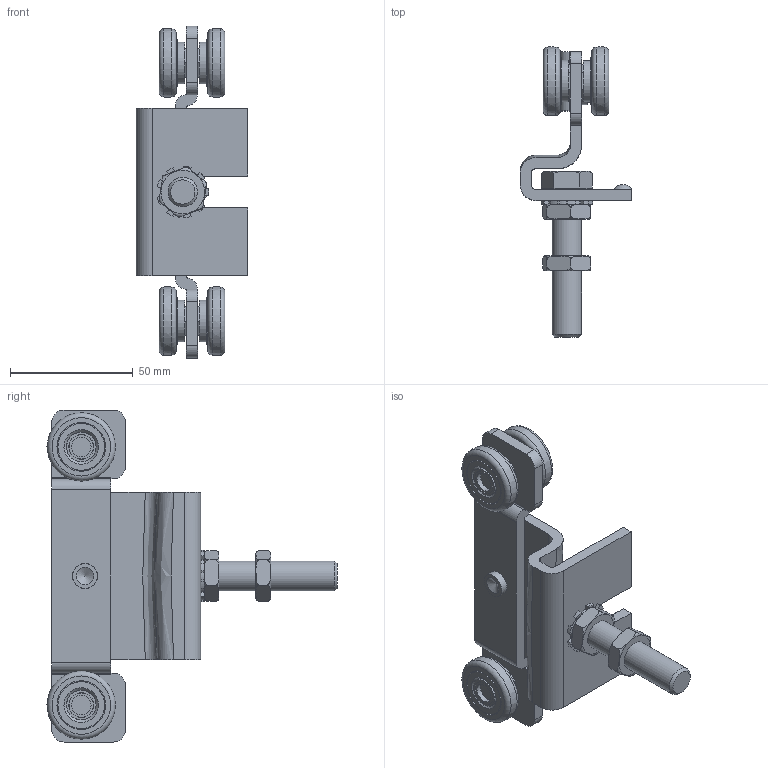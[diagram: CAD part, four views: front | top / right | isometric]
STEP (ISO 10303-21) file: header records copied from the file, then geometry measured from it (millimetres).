
FILE_DESCRIPTION((''),'2;1');
FILE_NAME('9234.stp','2012-08-01T14:39:53',('Marc'),(''),'Autodesk Inventor 2013','Autodesk Inventor 2013','');
FILE_SCHEMA(('AUTOMOTIVE_DESIGN { 1 0 10303 214 1 1 1 1 }'));
Length unit declared in the file: millimetre
Products named in the file (1): Pièce4
Bounding box: 45.5 x 117.95 x 135 mm (x, y, z)
Volume: 76003.2 mm3; surface area: 44584.6 mm2
Topology: 11 solids, 11 shells, 340 faces, 780 edges, 494 vertices
Faces by surface type: plane 166, cylinder 106, cone 32, torus 24, bspline 10, sphere 2
Full cylindrical faces by diameter (mm): 8 x4, 9.9 x4, 10 x1, 10.1 x4, 10.2 x1, 12 x7, 12.05 x8, 12.5 x1, 16 x1, 16.63 x1, 17 x4, 19 x8, 19.8 x8
Entity records: 10032 total; most frequent: CARTESIAN_POINT 2287, DIRECTION 1580, ORIENTED_EDGE 1312, EDGE_CURVE 656, AXIS2_PLACEMENT_3D 637, EDGE_LOOP 504, VERTEX_POINT 476, STYLED_ITEM 347
